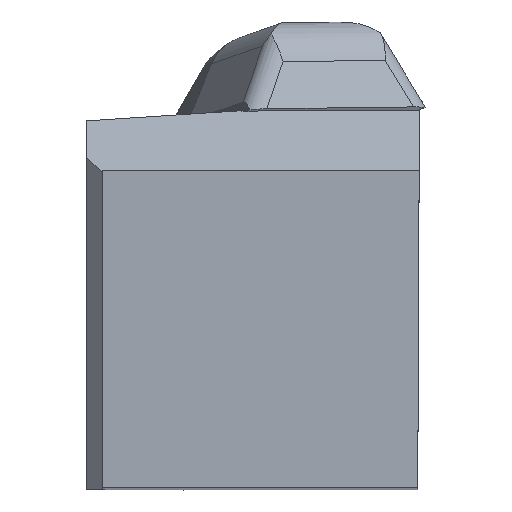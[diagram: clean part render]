
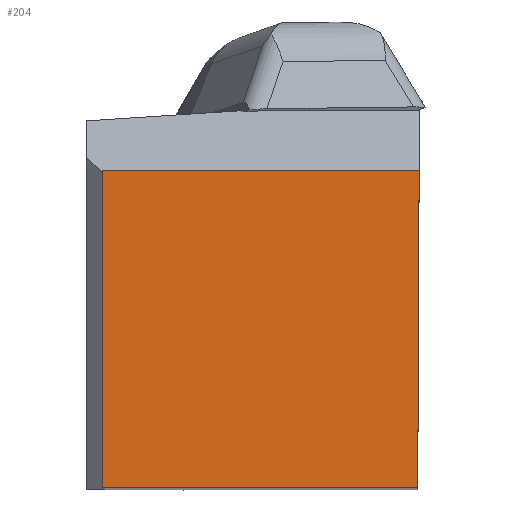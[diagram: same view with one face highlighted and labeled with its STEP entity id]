
A CAD part, top view. The second image highlights one B-rep face of the part: STEP entity #204.
In plain terms, the highlighted planar face has unit normal (0, 0, 1).
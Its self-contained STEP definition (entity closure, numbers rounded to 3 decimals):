
#141=FACE_OUTER_BOUND('',#591,.T.);
#204=ADVANCED_FACE('BLANK_BOXF006',(#141),#261,.F.);
#261=PLANE('',#1404);
#348=LINE('',#2030,#480);
#349=LINE('',#2033,#481);
#350=LINE('',#2035,#482);
#351=LINE('',#2037,#483);
#480=VECTOR('',#1612,1.);
#481=VECTOR('',#1613,1.);
#482=VECTOR('',#1614,1.);
#483=VECTOR('',#1615,1.);
#591=EDGE_LOOP('',(#747,#748,#749,#750));
#747=ORIENTED_EDGE('',*,*,#1170,.F.);
#748=ORIENTED_EDGE('',*,*,#1171,.F.);
#749=ORIENTED_EDGE('',*,*,#1172,.F.);
#750=ORIENTED_EDGE('',*,*,#1173,.F.);
#1038=VERTEX_POINT('',#2031);
#1039=VERTEX_POINT('',#2032);
#1040=VERTEX_POINT('',#2034);
#1041=VERTEX_POINT('',#2036);
#1170=EDGE_CURVE('',#1038,#1039,#348,.T.);
#1171=EDGE_CURVE('',#1040,#1038,#349,.T.);
#1172=EDGE_CURVE('',#1041,#1040,#350,.T.);
#1173=EDGE_CURVE('',#1039,#1041,#351,.T.);
#1404=AXIS2_PLACEMENT_3D('',#2038,#1616,#1617);
#1612=DIRECTION('',(0.,1.,0.));
#1613=DIRECTION('',(-1.,0.,0.));
#1614=DIRECTION('',(-0.004,-1.,0.));
#1615=DIRECTION('',(1.,0.,0.));
#1616=DIRECTION('',(0.,0.,-1.));
#1617=DIRECTION('',(-1.,0.,0.));
#2030=CARTESIAN_POINT('',(-31.85,-190.35,0.));
#2031=CARTESIAN_POINT('',(-31.85,0.,0.));
#2032=CARTESIAN_POINT('',(-31.85,31.85,0.));
#2033=CARTESIAN_POINT('',(190.35,0.,0.));
#2034=CARTESIAN_POINT('',(-0.139,0.,0.));
#2035=CARTESIAN_POINT('',(0.692,190.348,0.));
#2036=CARTESIAN_POINT('',(0.,31.85,0.));
#2037=CARTESIAN_POINT('',(-190.35,31.85,0.));
#2038=CARTESIAN_POINT('',(-46.35,-5.,0.));
